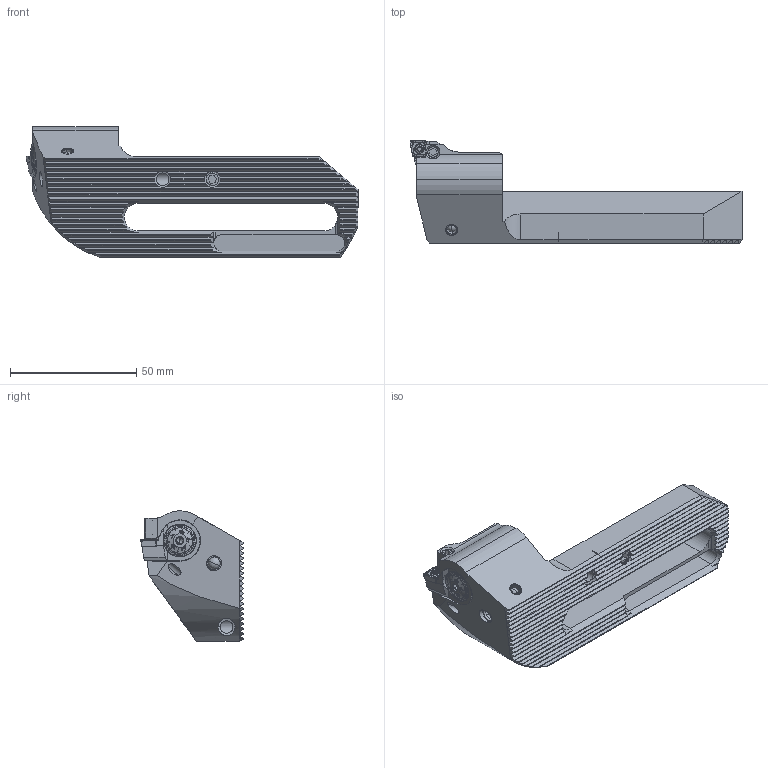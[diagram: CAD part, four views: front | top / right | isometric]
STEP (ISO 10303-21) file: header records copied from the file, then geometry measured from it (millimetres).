
FILE_DESCRIPTION (( 'STEP AP203' ), '1' );
FILE_NAME ('F02-WCA.B11.050.STEP', '2017-03-23T15:22:17', ( 'SWIAdmin' ), ( 'Hewlett-Packard Company' ), 'SwSTEP 2.0', 'SolidWorks 2015', '' );
FILE_SCHEMA (( 'CONFIG_CONTROL_DESIGN' ));
Length unit declared in the file: millimetre
Products named in the file (17): KVT_MB_600_050; DIN 3771 - 11x1; KVT_MB_600_060; BN 1375 - ø16xø8.2x0.4_vorgespannt; F02-WCA.B11.050; EH1-BG1.013.034_A; F02-WCA.B11.050_A; DIN 5401-03; EH1-WCA.016.024_A_fertigbearbeitet; EH1-BG1.016.010_A; CCMT060204; EH1-WCA.016.024-Komplett_Eingefahren; DIN 3771 - 13x2; ISO 4028 - M5 x 8; WCA-ER2.001.005_A; ISO 4026 - M6 x 6; EH1-WCA.016.024
Assembly tree (30 placements, depth 4):
  F02-WCA.B11.050
    F02-WCA.B11.050_A
    EH1-WCA.016.024-Komplett_Eingefahren
      EH1-WCA.016.024
        EH1-WCA.016.024_A_fertigbearbeitet
        CCMT060204
        DIN 3771 - 13x2
        WCA-ER2.001.005_A
      DIN 3771 - 11x1
      BN 1375 - ø16xø8.2x0.4_vorgespannt  x6
      EH1-BG1.013.034_A
      DIN 5401-03  x10
      EH1-BG1.016.010_A
    ISO 4028 - M5 x 8
    ISO 4026 - M6 x 6
    KVT_MB_600_050
    KVT_MB_600_060
Bounding box: 131.62 x 40.58 x 51.7 mm (x, y, z)
Volume: 76231.4 mm3; surface area: 35032.3 mm2
Topology: 30 solids, 30 shells, 978 faces, 2573 edges, 1618 vertices
Faces by surface type: plane 423, cylinder 214, cone 214, torus 53, bspline 48, sphere 26
Entity records: 33571 total; most frequent: CARTESIAN_POINT 9946, ORIENTED_EDGE 4806, DIRECTION 4064, EDGE_CURVE 2403, VERTEX_POINT 1524, AXIS2_PLACEMENT_3D 1504, LINE 1056, VECTOR 1056
